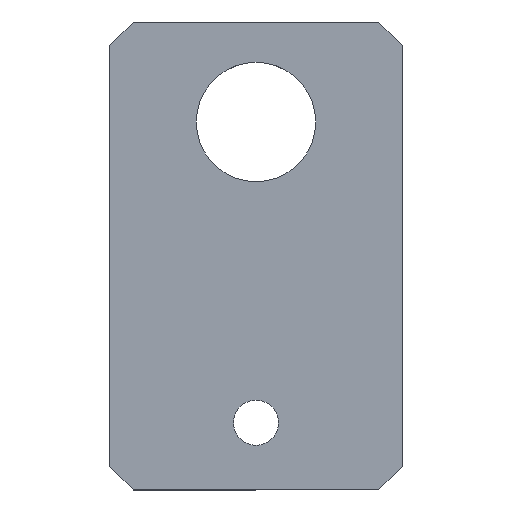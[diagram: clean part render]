
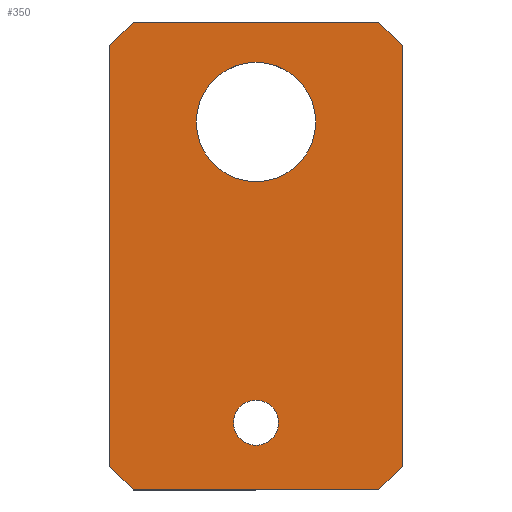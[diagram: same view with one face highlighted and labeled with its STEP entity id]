
A CAD part, left-side view. The second image highlights one B-rep face of the part: STEP entity #350.
In plain terms, the highlighted planar face has unit normal (-1, 0, 0).
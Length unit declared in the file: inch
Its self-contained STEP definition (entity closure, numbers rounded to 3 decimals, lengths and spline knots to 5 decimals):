
#6 = EDGE_CURVE ( 'NONE', #131, #101, #317, .T. ) ;
#13 = AXIS2_PLACEMENT_3D ( 'NONE', #461, #466, #464 ) ;
#14 = EDGE_CURVE ( 'NONE', #278, #329, #332, .T. ) ;
#17 = EDGE_CURVE ( 'NONE', #329, #278, #220, .T. ) ;
#18 = EDGE_CURVE ( 'NONE', #101, #131, #255, .T. ) ;
#19 = EDGE_CURVE ( 'NONE', #114, #280, #79, .T. ) ;
#20 = EDGE_CURVE ( 'NONE', #314, #114, #298, .T. ) ;
#21 = EDGE_CURVE ( 'NONE', #280, #99, #91, .T. ) ;
#22 = EDGE_CURVE ( 'NONE', #99, #115, #123, .T. ) ;
#23 = EDGE_CURVE ( 'NONE', #201, #115, #284, .T. ) ;
#34 = EDGE_CURVE ( 'NONE', #282, #314, #316, .T. ) ;
#45 = AXIS2_PLACEMENT_3D ( 'NONE', #453, #450, #454 ) ;
#51 = AXIS2_PLACEMENT_3D ( 'NONE', #478, #483, #480 ) ;
#52 = EDGE_CURVE ( 'NONE', #201, #183, #327, .T. ) ;
#53 = EDGE_CURVE ( 'NONE', #282, #183, #338, .T. ) ;
#62 = VECTOR ( 'NONE', #510, 39.37008 ) ;
#66 = ORIENTED_EDGE ( 'NONE', *, *, #14, .F. ) ;
#79 = LINE ( 'NONE', #457, #221 ) ;
#91 = LINE ( 'NONE', #477, #62 ) ;
#92 = ORIENTED_EDGE ( 'NONE', *, *, #20, .T. ) ;
#99 = VERTEX_POINT ( 'NONE', #589 ) ;
#101 = VERTEX_POINT ( 'NONE', #388 ) ;
#109 = ORIENTED_EDGE ( 'NONE', *, *, #53, .F. ) ;
#114 = VERTEX_POINT ( 'NONE', #394 ) ;
#115 = VERTEX_POINT ( 'NONE', #392 ) ;
#120 = VECTOR ( 'NONE', #380, 39.37008 ) ;
#123 = LINE ( 'NONE', #493, #173 ) ;
#125 = EDGE_LOOP ( 'NONE', ( #262, #167 ) ) ;
#127 = FACE_BOUND ( 'NONE', #211, .T. ) ;
#131 = VERTEX_POINT ( 'NONE', #411 ) ;
#140 = VECTOR ( 'NONE', #479, 39.37008 ) ;
#145 = FACE_BOUND ( 'NONE', #125, .T. ) ;
#160 = ORIENTED_EDGE ( 'NONE', *, *, #52, .T. ) ;
#167 = ORIENTED_EDGE ( 'NONE', *, *, #18, .F. ) ;
#173 = VECTOR ( 'NONE', #504, 39.37008 ) ;
#183 = VERTEX_POINT ( 'NONE', #399 ) ;
#195 = ORIENTED_EDGE ( 'NONE', *, *, #34, .T. ) ;
#201 = VERTEX_POINT ( 'NONE', #508 ) ;
#209 = VECTOR ( 'NONE', #580, 39.37008 ) ;
#211 = EDGE_LOOP ( 'NONE', ( #66, #241 ) ) ;
#220 = CIRCLE ( 'NONE', #13, 0.255 ) ;
#221 = VECTOR ( 'NONE', #509, 39.37008 ) ;
#224 = EDGE_LOOP ( 'NONE', ( #92, #323, #326, #339, #234, #160, #109, #195 ) ) ;
#234 = ORIENTED_EDGE ( 'NONE', *, *, #23, .F. ) ;
#241 = ORIENTED_EDGE ( 'NONE', *, *, #17, .F. ) ;
#255 = CIRCLE ( 'NONE', #713, 0.09625 ) ;
#258 = VECTOR ( 'NONE', #501, 39.37008 ) ;
#262 = ORIENTED_EDGE ( 'NONE', *, *, #6, .F. ) ;
#266 = FACE_OUTER_BOUND ( 'NONE', #224, .T. ) ;
#278 = VERTEX_POINT ( 'NONE', #505 ) ;
#280 = VERTEX_POINT ( 'NONE', #516 ) ;
#282 = VERTEX_POINT ( 'NONE', #433 ) ;
#284 = LINE ( 'NONE', #648, #258 ) ;
#298 = LINE ( 'NONE', #465, #140 ) ;
#314 = VERTEX_POINT ( 'NONE', #610 ) ;
#316 = LINE ( 'NONE', #569, #209 ) ;
#317 = CIRCLE ( 'NONE', #51, 0.09625 ) ;
#323 = ORIENTED_EDGE ( 'NONE', *, *, #19, .T. ) ;
#326 = ORIENTED_EDGE ( 'NONE', *, *, #21, .T. ) ;
#327 = LINE ( 'NONE', #615, #346 ) ;
#329 = VERTEX_POINT ( 'NONE', #435 ) ;
#332 = CIRCLE ( 'NONE', #45, 0.255 ) ;
#338 = LINE ( 'NONE', #378, #120 ) ;
#339 = ORIENTED_EDGE ( 'NONE', *, *, #22, .T. ) ;
#346 = VECTOR ( 'NONE', #620, 39.37008 ) ;
#350 = ADVANCED_FACE ( 'NONE', ( #145, #127, #266 ), #685, .F. ) ;
#378 = CARTESIAN_POINT ( 'NONE',  ( 0., 0., 2. ) ) ;
#380 = DIRECTION ( 'NONE',  ( 0., -1., 0. ) ) ;
#388 = CARTESIAN_POINT ( 'NONE',  ( 0., 0.52875, 0.2875 ) ) ;
#392 = CARTESIAN_POINT ( 'NONE',  ( 0., 0., 0.1 ) ) ;
#394 = CARTESIAN_POINT ( 'NONE',  ( 0., 1.25, 0.1 ) ) ;
#399 = CARTESIAN_POINT ( 'NONE',  ( 0., 0.1, 2. ) ) ;
#411 = CARTESIAN_POINT ( 'NONE',  ( 0., 0.72125, 0.2875 ) ) ;
#433 = CARTESIAN_POINT ( 'NONE',  ( 0., 1.15, 2. ) ) ;
#435 = CARTESIAN_POINT ( 'NONE',  ( 0., 0.37, 1.5725 ) ) ;
#450 = DIRECTION ( 'NONE',  ( -1., 0., 0. ) ) ;
#453 = CARTESIAN_POINT ( 'NONE',  ( 0., 0.625, 1.5725 ) ) ;
#454 = DIRECTION ( 'NONE',  ( 0., 0., -1. ) ) ;
#457 = CARTESIAN_POINT ( 'NONE',  ( 0., 1.25, 0.1 ) ) ;
#461 = CARTESIAN_POINT ( 'NONE',  ( 0., 0.625, 1.5725 ) ) ;
#464 = DIRECTION ( 'NONE',  ( 0., 0., -1. ) ) ;
#465 = CARTESIAN_POINT ( 'NONE',  ( 0., 1.25, 2. ) ) ;
#466 = DIRECTION ( 'NONE',  ( -1., 0., 0. ) ) ;
#469 = DIRECTION ( 'NONE',  ( -1., 0., 0. ) ) ;
#473 = CARTESIAN_POINT ( 'NONE',  ( 0., 0.625, 0.2875 ) ) ;
#476 = DIRECTION ( 'NONE',  ( 0., 0., -1. ) ) ;
#477 = CARTESIAN_POINT ( 'NONE',  ( 0., 0., 0. ) ) ;
#478 = CARTESIAN_POINT ( 'NONE',  ( 0., 0.625, 0.2875 ) ) ;
#479 = DIRECTION ( 'NONE',  ( 0., 0., -1. ) ) ;
#480 = DIRECTION ( 'NONE',  ( 0., 0., -1. ) ) ;
#483 = DIRECTION ( 'NONE',  ( -1., 0., 0. ) ) ;
#493 = CARTESIAN_POINT ( 'NONE',  ( 0., 0., 0.1 ) ) ;
#501 = DIRECTION ( 'NONE',  ( 0., 0., -1. ) ) ;
#504 = DIRECTION ( 'NONE',  ( 0., -0.707, 0.707 ) ) ;
#505 = CARTESIAN_POINT ( 'NONE',  ( 0., 0.88, 1.5725 ) ) ;
#508 = CARTESIAN_POINT ( 'NONE',  ( 0., 0., 1.9 ) ) ;
#509 = DIRECTION ( 'NONE',  ( 0., -0.707, -0.707 ) ) ;
#510 = DIRECTION ( 'NONE',  ( 0., -1., 0. ) ) ;
#516 = CARTESIAN_POINT ( 'NONE',  ( 0., 1.15, 0. ) ) ;
#569 = CARTESIAN_POINT ( 'NONE',  ( 0., 1.15, 2. ) ) ;
#580 = DIRECTION ( 'NONE',  ( 0., 0.707, -0.707 ) ) ;
#589 = CARTESIAN_POINT ( 'NONE',  ( 0., 0.1, 0. ) ) ;
#610 = CARTESIAN_POINT ( 'NONE',  ( 0., 1.25, 1.9 ) ) ;
#615 = CARTESIAN_POINT ( 'NONE',  ( 0., 0.1, 2. ) ) ;
#620 = DIRECTION ( 'NONE',  ( 0., 0.707, 0.707 ) ) ;
#648 = CARTESIAN_POINT ( 'NONE',  ( 0., 0., 2. ) ) ;
#668 = DIRECTION ( 'NONE',  ( 1., 0., 0. ) ) ;
#679 = CARTESIAN_POINT ( 'NONE',  ( 0., 0., 2. ) ) ;
#685 = PLANE ( 'NONE',  #722 ) ;
#710 = DIRECTION ( 'NONE',  ( 0., 0., -1. ) ) ;
#713 = AXIS2_PLACEMENT_3D ( 'NONE', #473, #469, #476 ) ;
#722 = AXIS2_PLACEMENT_3D ( 'NONE', #679, #668, #710 ) ;
